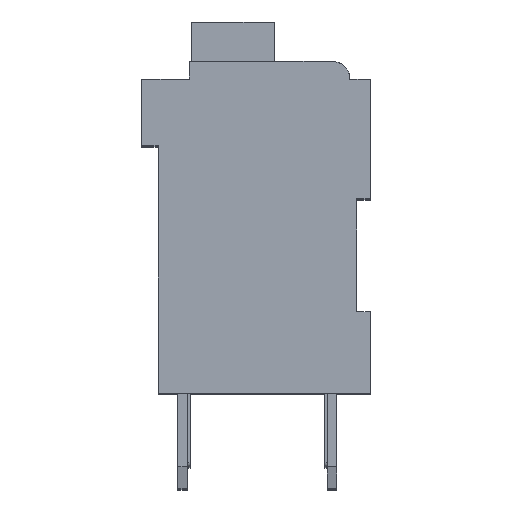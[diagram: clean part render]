
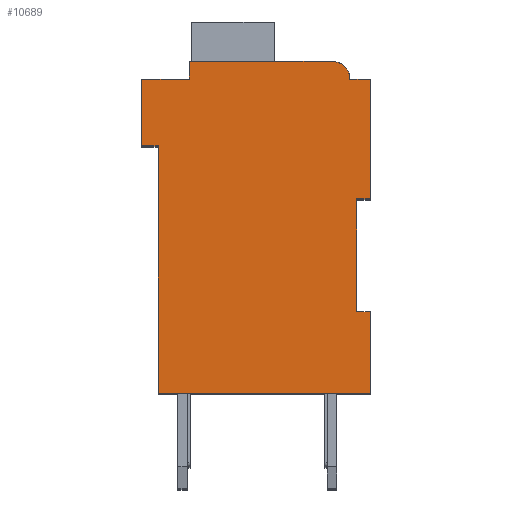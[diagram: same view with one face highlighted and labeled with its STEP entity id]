
A CAD part, top view. The second image highlights one B-rep face of the part: STEP entity #10689.
In plain terms, the highlighted planar face has unit normal (0, 0, 1).
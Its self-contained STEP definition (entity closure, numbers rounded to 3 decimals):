
#2694=DIRECTION('',(1.,0.,0.));
#2695=VECTOR('',#2694,0.5);
#2696=CARTESIAN_POINT('',(7.3,7.15,2.1));
#2697=LINE('',#2696,#2695);
#2698=DIRECTION('',(0.,1.,0.));
#2699=VECTOR('',#2698,4.15);
#2700=CARTESIAN_POINT('',(7.3,3.,2.1));
#2701=LINE('',#2700,#2699);
#2702=DIRECTION('',(-1.,0.,0.));
#2703=VECTOR('',#2702,0.5);
#2704=CARTESIAN_POINT('',(7.8,3.,2.1));
#2705=LINE('',#2704,#2703);
#2706=DIRECTION('',(0.,1.,0.));
#2707=VECTOR('',#2706,3.);
#2708=CARTESIAN_POINT('',(7.8,0.,2.1));
#2709=LINE('',#2708,#2707);
#2710=DIRECTION('',(1.,0.,0.));
#2711=VECTOR('',#2710,7.8);
#2712=CARTESIAN_POINT('',(0.,0.,2.1));
#2713=LINE('',#2712,#2711);
#2714=DIRECTION('',(0.,-1.,0.));
#2715=VECTOR('',#2714,9.1);
#2716=CARTESIAN_POINT('',(0.,9.1,2.1));
#2717=LINE('',#2716,#2715);
#2718=DIRECTION('',(1.,0.,0.));
#2719=VECTOR('',#2718,0.6);
#2720=CARTESIAN_POINT('',(-0.6,9.1,2.1));
#2721=LINE('',#2720,#2719);
#2722=DIRECTION('',(0.,-1.,0.));
#2723=VECTOR('',#2722,2.45);
#2724=CARTESIAN_POINT('',(-0.6,11.55,2.1));
#2725=LINE('',#2724,#2723);
#2726=DIRECTION('',(-1.,0.,0.));
#2727=VECTOR('',#2726,1.75);
#2728=CARTESIAN_POINT('',(1.15,11.55,2.1));
#2729=LINE('',#2728,#2727);
#2730=DIRECTION('',(0.,-1.,0.));
#2731=VECTOR('',#2730,0.65);
#2732=CARTESIAN_POINT('',(1.15,12.2,2.1));
#2733=LINE('',#2732,#2731);
#2734=DIRECTION('',(-1.,0.,0.));
#2735=VECTOR('',#2734,5.25);
#2736=CARTESIAN_POINT('',(6.4,12.2,2.1));
#2737=LINE('',#2736,#2735);
#2738=CARTESIAN_POINT('',(6.4,11.55,2.1));
#2739=DIRECTION('',(0.,0.,1.));
#2740=DIRECTION('',(1.,0.,0.));
#2741=AXIS2_PLACEMENT_3D('',#2738,#2739,#2740);
#2743=DIRECTION('',(-1.,0.,0.));
#2744=VECTOR('',#2743,0.75);
#2745=CARTESIAN_POINT('',(7.8,11.55,2.1));
#2746=LINE('',#2745,#2744);
#2747=DIRECTION('',(0.,1.,0.));
#2748=VECTOR('',#2747,4.4);
#2749=CARTESIAN_POINT('',(7.8,7.15,2.1));
#2750=LINE('',#2749,#2748);
#5939=CARTESIAN_POINT('',(7.3,7.15,2.1));
#5940=CARTESIAN_POINT('',(7.8,7.15,2.1));
#5941=VERTEX_POINT('',#5939);
#5942=VERTEX_POINT('',#5940);
#5943=CARTESIAN_POINT('',(7.8,11.55,2.1));
#5944=VERTEX_POINT('',#5943);
#5945=CARTESIAN_POINT('',(7.05,11.55,2.1));
#5946=VERTEX_POINT('',#5945);
#5947=CARTESIAN_POINT('',(6.4,12.2,2.1));
#5948=VERTEX_POINT('',#5947);
#5949=CARTESIAN_POINT('',(1.15,12.2,2.1));
#5950=VERTEX_POINT('',#5949);
#5951=CARTESIAN_POINT('',(1.15,11.55,2.1));
#5952=VERTEX_POINT('',#5951);
#5953=CARTESIAN_POINT('',(-0.6,11.55,2.1));
#5954=VERTEX_POINT('',#5953);
#5955=CARTESIAN_POINT('',(-0.6,9.1,2.1));
#5956=VERTEX_POINT('',#5955);
#5957=CARTESIAN_POINT('',(0.,9.1,2.1));
#5958=VERTEX_POINT('',#5957);
#5959=CARTESIAN_POINT('',(0.,0.,2.1));
#5960=VERTEX_POINT('',#5959);
#5961=CARTESIAN_POINT('',(7.8,0.,2.1));
#5962=VERTEX_POINT('',#5961);
#5963=CARTESIAN_POINT('',(7.8,3.,2.1));
#5964=VERTEX_POINT('',#5963);
#5965=CARTESIAN_POINT('',(7.3,3.,2.1));
#5966=VERTEX_POINT('',#5965);
#10668=CARTESIAN_POINT('',(0.,0.,2.1));
#10669=DIRECTION('',(0.,0.,1.));
#10670=DIRECTION('',(1.,0.,0.));
#10671=AXIS2_PLACEMENT_3D('',#10668,#10669,#10670);
#10672=PLANE('',#10671);
#10673=ORIENTED_EDGE('',*,*,#7820,.F.);
#10674=ORIENTED_EDGE('',*,*,#8162,.F.);
#10675=ORIENTED_EDGE('',*,*,#8402,.F.);
#10676=ORIENTED_EDGE('',*,*,#8547,.F.);
#10677=ORIENTED_EDGE('',*,*,#8724,.F.);
#10678=ORIENTED_EDGE('',*,*,#8970,.F.);
#10679=ORIENTED_EDGE('',*,*,#9064,.F.);
#10680=ORIENTED_EDGE('',*,*,#9245,.F.);
#10681=ORIENTED_EDGE('',*,*,#9473,.F.);
#10682=ORIENTED_EDGE('',*,*,#9818,.F.);
#10683=ORIENTED_EDGE('',*,*,#10080,.F.);
#10684=ORIENTED_EDGE('',*,*,#9524,.F.);
#10685=ORIENTED_EDGE('',*,*,#9709,.F.);
#10686=ORIENTED_EDGE('',*,*,#8057,.F.);
#10687=EDGE_LOOP('',(#10673,#10674,#10675,#10676,#10677,#10678,#10679,#10680,
#10681,#10682,#10683,#10684,#10685,#10686));
#10688=FACE_OUTER_BOUND('',#10687,.F.);
#2742=CIRCLE('',#2741,0.65);
#7820=EDGE_CURVE('',#5941,#5942,#2697,.T.);
#8057=EDGE_CURVE('',#5942,#5944,#2750,.T.);
#8162=EDGE_CURVE('',#5966,#5941,#2701,.T.);
#8402=EDGE_CURVE('',#5964,#5966,#2705,.T.);
#8547=EDGE_CURVE('',#5962,#5964,#2709,.T.);
#8724=EDGE_CURVE('',#5960,#5962,#2713,.T.);
#8970=EDGE_CURVE('',#5958,#5960,#2717,.T.);
#9064=EDGE_CURVE('',#5956,#5958,#2721,.T.);
#9245=EDGE_CURVE('',#5954,#5956,#2725,.T.);
#9473=EDGE_CURVE('',#5952,#5954,#2729,.T.);
#9524=EDGE_CURVE('',#5946,#5948,#2742,.T.);
#9709=EDGE_CURVE('',#5944,#5946,#2746,.T.);
#9818=EDGE_CURVE('',#5950,#5952,#2733,.T.);
#10080=EDGE_CURVE('',#5948,#5950,#2737,.T.);
#10689=ADVANCED_FACE('',(#10688),#10672,.T.);
